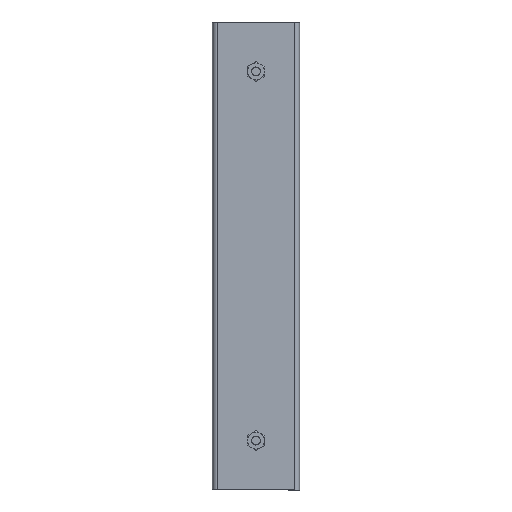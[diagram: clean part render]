
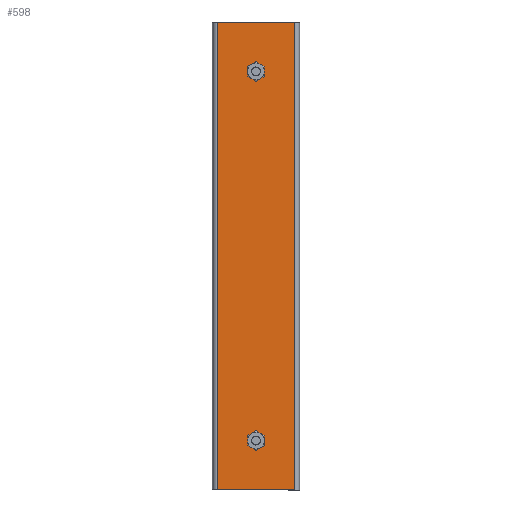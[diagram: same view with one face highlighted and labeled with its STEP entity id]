
A CAD part, front view. The second image highlights one B-rep face of the part: STEP entity #598.
In plain terms, the highlighted planar face has unit normal (0, -1, 0).
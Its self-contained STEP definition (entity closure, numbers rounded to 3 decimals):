
#106 = EDGE_CURVE ( 'NONE', #2021, #495, #1426, .T. ) ;
#185 = VECTOR ( 'NONE', #1640, 1000. ) ;
#211 = VERTEX_POINT ( 'NONE', #385 ) ;
#297 = CARTESIAN_POINT ( 'NONE',  ( -33.5, 0., -180. ) ) ;
#385 = CARTESIAN_POINT ( 'NONE',  ( 29.9, 0., -180. ) ) ;
#409 = LINE ( 'NONE', #297, #1188 ) ;
#437 = VERTEX_POINT ( 'NONE', #1271 ) ;
#450 = DIRECTION ( 'NONE',  ( 0., 0., 1. ) ) ;
#495 = VERTEX_POINT ( 'NONE', #932 ) ;
#531 = CARTESIAN_POINT ( 'NONE',  ( -33.5, 0., 180. ) ) ;
#568 = EDGE_CURVE ( 'NONE', #211, #495, #409, .T. ) ;
#598 = ADVANCED_FACE ( 'NONE', ( #638 ), #1678, .T. ) ;
#611 = DIRECTION ( 'NONE',  ( -1., 0., 0. ) ) ;
#618 = ORIENTED_EDGE ( 'NONE', *, *, #106, .T. ) ;
#638 = FACE_OUTER_BOUND ( 'NONE', #1220, .T. ) ;
#733 = CARTESIAN_POINT ( 'NONE',  ( -29.9, 0., -180. ) ) ;
#749 = CARTESIAN_POINT ( 'NONE',  ( 29.9, 0., 180. ) ) ;
#792 = AXIS2_PLACEMENT_3D ( 'NONE', #1664, #1966, #902 ) ;
#820 = LINE ( 'NONE', #749, #1935 ) ;
#847 = EDGE_CURVE ( 'NONE', #437, #2021, #1350, .T. ) ;
#872 = ORIENTED_EDGE ( 'NONE', *, *, #847, .T. ) ;
#877 = ORIENTED_EDGE ( 'NONE', *, *, #1307, .T. ) ;
#902 = DIRECTION ( 'NONE',  ( 0., 0., -1. ) ) ;
#931 = CARTESIAN_POINT ( 'NONE',  ( -29.9, 0., 180. ) ) ;
#932 = CARTESIAN_POINT ( 'NONE',  ( -29.9, 0., -180. ) ) ;
#1188 = VECTOR ( 'NONE', #611, 1000. ) ;
#1220 = EDGE_LOOP ( 'NONE', ( #872, #618, #1352, #877 ) ) ;
#1271 = CARTESIAN_POINT ( 'NONE',  ( 29.9, 0., 180. ) ) ;
#1301 = VECTOR ( 'NONE', #1748, 1000. ) ;
#1307 = EDGE_CURVE ( 'NONE', #211, #437, #820, .T. ) ;
#1350 = LINE ( 'NONE', #531, #1301 ) ;
#1352 = ORIENTED_EDGE ( 'NONE', *, *, #568, .F. ) ;
#1426 = LINE ( 'NONE', #733, #185 ) ;
#1640 = DIRECTION ( 'NONE',  ( 0., 0., -1. ) ) ;
#1664 = CARTESIAN_POINT ( 'NONE',  ( -33.5, 0., 180. ) ) ;
#1678 = PLANE ( 'NONE',  #792 ) ;
#1748 = DIRECTION ( 'NONE',  ( -1., 0., 0. ) ) ;
#1935 = VECTOR ( 'NONE', #450, 1000. ) ;
#1966 = DIRECTION ( 'NONE',  ( 0., -1., 0. ) ) ;
#2021 = VERTEX_POINT ( 'NONE', #931 ) ;
